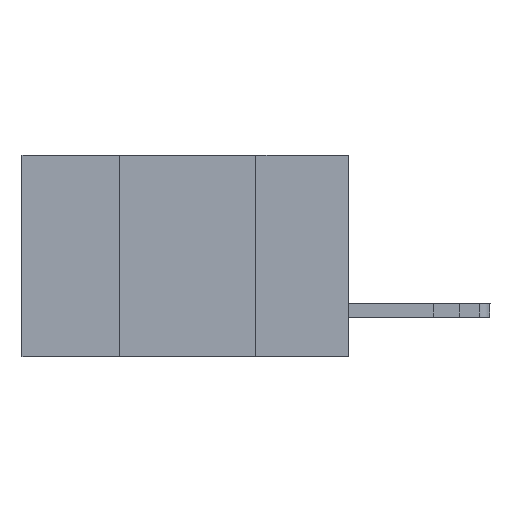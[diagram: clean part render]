
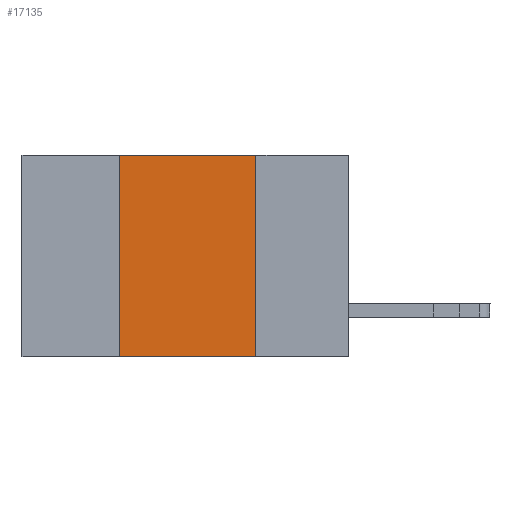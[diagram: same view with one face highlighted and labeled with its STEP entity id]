
A CAD part, left-side view. The second image highlights one B-rep face of the part: STEP entity #17135.
In plain terms, the highlighted planar face has unit normal (-1, 0, 0).
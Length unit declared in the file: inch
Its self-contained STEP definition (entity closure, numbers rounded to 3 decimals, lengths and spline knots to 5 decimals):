
#838 = LINE ( 'NONE', #7454, #13789 ) ;
#935 = CARTESIAN_POINT ( 'NONE',  ( 0., 0.42, 0. ) ) ;
#1657 = VECTOR ( 'NONE', #16709, 39.37008 ) ;
#1766 = CARTESIAN_POINT ( 'NONE',  ( 0., 0.42, -0.37 ) ) ;
#2165 = DIRECTION ( 'NONE',  ( 1., 0., 0. ) ) ;
#3516 = ORIENTED_EDGE ( 'NONE', *, *, #4041, .F. ) ;
#3805 = AXIS2_PLACEMENT_3D ( 'NONE', #5953, #2165, #17658 ) ;
#4041 = EDGE_CURVE ( 'NONE', #18069, #9199, #12976, .T. ) ;
#4720 = DIRECTION ( 'NONE',  ( 0., -1., 0. ) ) ;
#5040 = LINE ( 'NONE', #21401, #20155 ) ;
#5842 = FACE_OUTER_BOUND ( 'NONE', #8316, .T. ) ;
#5953 = CARTESIAN_POINT ( 'NONE',  ( 0., 0.6, 0. ) ) ;
#6527 = EDGE_CURVE ( 'NONE', #12717, #9199, #5040, .T. ) ;
#7454 = CARTESIAN_POINT ( 'NONE',  ( 0., 0.6, 0. ) ) ;
#8316 = EDGE_LOOP ( 'NONE', ( #3516, #9389, #15019, #14000 ) ) ;
#8899 = EDGE_CURVE ( 'NONE', #12717, #20248, #14065, .T. ) ;
#8950 = EDGE_CURVE ( 'NONE', #20248, #18069, #838, .T. ) ;
#9199 = VERTEX_POINT ( 'NONE', #19796 ) ;
#9389 = ORIENTED_EDGE ( 'NONE', *, *, #8950, .F. ) ;
#12296 = CARTESIAN_POINT ( 'NONE',  ( 0., 0.42, 0. ) ) ;
#12717 = VERTEX_POINT ( 'NONE', #1766 ) ;
#12837 = VECTOR ( 'NONE', #14705, 39.37008 ) ;
#12976 = LINE ( 'NONE', #19253, #12837 ) ;
#13789 = VECTOR ( 'NONE', #20657, 39.37008 ) ;
#14000 = ORIENTED_EDGE ( 'NONE', *, *, #6527, .T. ) ;
#14065 = LINE ( 'NONE', #935, #1657 ) ;
#14187 = PLANE ( 'NONE',  #3805 ) ;
#14705 = DIRECTION ( 'NONE',  ( 0., 0., -1. ) ) ;
#15019 = ORIENTED_EDGE ( 'NONE', *, *, #8899, .F. ) ;
#16709 = DIRECTION ( 'NONE',  ( 0., 0., 1. ) ) ;
#17135 = ADVANCED_FACE ( 'NONE', ( #5842 ), #14187, .F. ) ;
#17658 = DIRECTION ( 'NONE',  ( 0., 0., -1. ) ) ;
#18069 = VERTEX_POINT ( 'NONE', #19295 ) ;
#19253 = CARTESIAN_POINT ( 'NONE',  ( 0., 0.17, 0. ) ) ;
#19295 = CARTESIAN_POINT ( 'NONE',  ( 0., 0.17, 0. ) ) ;
#19796 = CARTESIAN_POINT ( 'NONE',  ( 0., 0.17, -0.37 ) ) ;
#20155 = VECTOR ( 'NONE', #4720, 39.37008 ) ;
#20248 = VERTEX_POINT ( 'NONE', #12296 ) ;
#20657 = DIRECTION ( 'NONE',  ( 0., -1., 0. ) ) ;
#21401 = CARTESIAN_POINT ( 'NONE',  ( 0., 0.6, -0.37 ) ) ;
